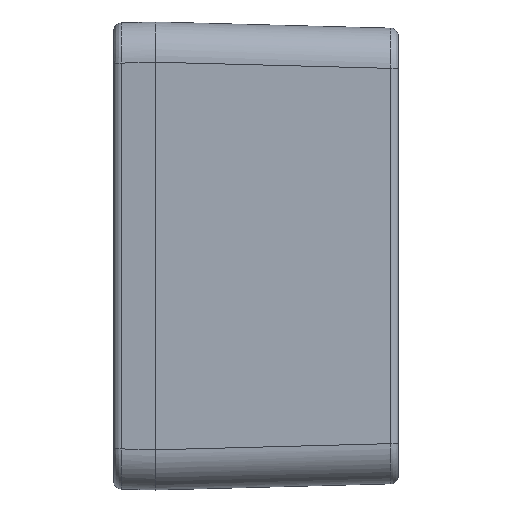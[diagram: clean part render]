
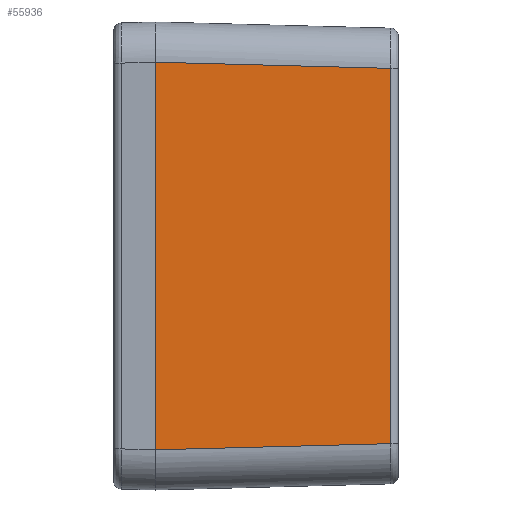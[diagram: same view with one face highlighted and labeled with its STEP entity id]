
A CAD part, left-side view. The second image highlights one B-rep face of the part: STEP entity #55936.
In plain terms, the highlighted planar face has unit normal (-1, -0.026, 0).
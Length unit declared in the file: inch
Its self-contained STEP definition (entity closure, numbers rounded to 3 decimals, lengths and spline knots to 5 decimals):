
#266 = VECTOR ( 'NONE', #47096, 39.37008 ) ;
#630 = DIRECTION ( 'NONE',  ( 0.026, -0.999, 0.026 ) ) ;
#1320 = VECTOR ( 'NONE', #34638, 39.37008 ) ;
#2227 = CARTESIAN_POINT ( 'NONE',  ( -1.26378, 0., 1.14567 ) ) ;
#2705 = FACE_OUTER_BOUND ( 'NONE', #36072, .T. ) ;
#4534 = LINE ( 'NONE', #14087, #266 ) ;
#4960 = EDGE_CURVE ( 'NONE', #51284, #41520, #52746, .T. ) ;
#5054 = CARTESIAN_POINT ( 'NONE',  ( -1.26235, -0.05477, 0.94745 ) ) ;
#8243 = PLANE ( 'NONE',  #42584 ) ;
#10267 = ORIENTED_EDGE ( 'NONE', *, *, #17419, .F. ) ;
#12875 = CARTESIAN_POINT ( 'NONE',  ( -1.26378, 0., -1.14567 ) ) ;
#14087 = CARTESIAN_POINT ( 'NONE',  ( -1.23365, -1.15064, -1.14567 ) ) ;
#17419 = EDGE_CURVE ( 'NONE', #51284, #24958, #44508, .T. ) ;
#18923 = CARTESIAN_POINT ( 'NONE',  ( -1.23365, -1.15064, -0.91876 ) ) ;
#19903 = VECTOR ( 'NONE', #56265, 39.37008 ) ;
#20704 = VERTEX_POINT ( 'NONE', #27907 ) ;
#20774 = ORIENTED_EDGE ( 'NONE', *, *, #31313, .F. ) ;
#23791 = VECTOR ( 'NONE', #630, 39.37008 ) ;
#24958 = VERTEX_POINT ( 'NONE', #38020 ) ;
#25012 = CARTESIAN_POINT ( 'NONE',  ( -1.26378, 0., -0.94889 ) ) ;
#27907 = CARTESIAN_POINT ( 'NONE',  ( -1.23365, -1.15064, 0.91876 ) ) ;
#31313 = EDGE_CURVE ( 'NONE', #24958, #20704, #60902, .T. ) ;
#32620 = EDGE_CURVE ( 'NONE', #41520, #20704, #4534, .T. ) ;
#34638 = DIRECTION ( 'NONE',  ( 0., 0., 1. ) ) ;
#36072 = EDGE_LOOP ( 'NONE', ( #20774, #10267, #48818, #50159 ) ) ;
#38020 = CARTESIAN_POINT ( 'NONE',  ( -1.26378, 0., 0.94889 ) ) ;
#41520 = VERTEX_POINT ( 'NONE', #18923 ) ;
#42584 = AXIS2_PLACEMENT_3D ( 'NONE', #12875, #58823, #44988 ) ;
#44508 = LINE ( 'NONE', #2227, #1320 ) ;
#44988 = DIRECTION ( 'NONE',  ( 0.026, -1., 0. ) ) ;
#45780 = CARTESIAN_POINT ( 'NONE',  ( -1.26378, 0., -0.94889 ) ) ;
#47096 = DIRECTION ( 'NONE',  ( 0., 0., 1. ) ) ;
#48818 = ORIENTED_EDGE ( 'NONE', *, *, #4960, .T. ) ;
#50159 = ORIENTED_EDGE ( 'NONE', *, *, #32620, .T. ) ;
#51284 = VERTEX_POINT ( 'NONE', #45780 ) ;
#52746 = LINE ( 'NONE', #25012, #23791 ) ;
#55936 = ADVANCED_FACE ( 'NONE', ( #2705 ), #8243, .T. ) ;
#56265 = DIRECTION ( 'NONE',  ( 0.026, -0.999, -0.026 ) ) ;
#58823 = DIRECTION ( 'NONE',  ( -1., -0.026, 0. ) ) ;
#60902 = LINE ( 'NONE', #5054, #19903 ) ;
